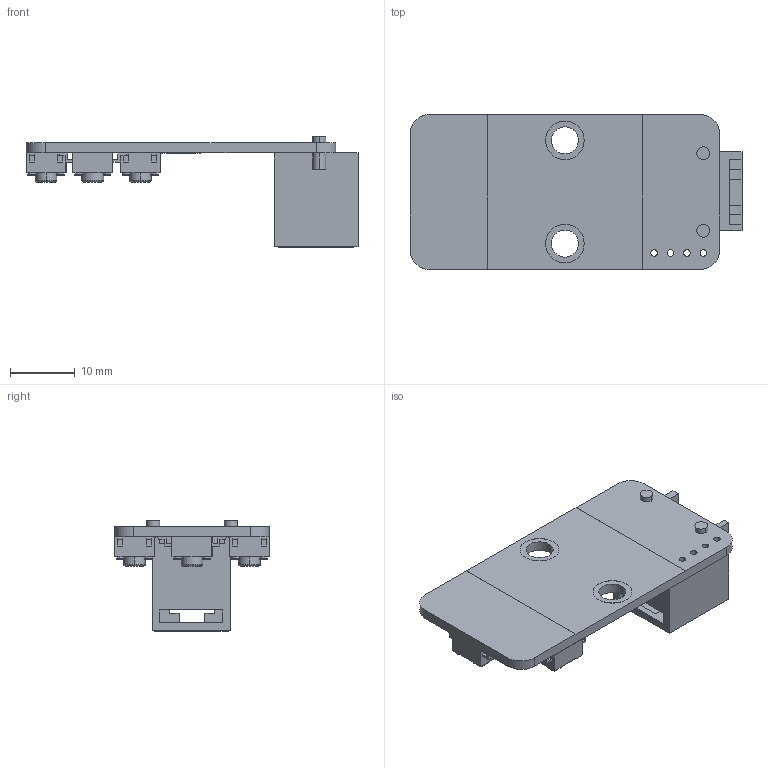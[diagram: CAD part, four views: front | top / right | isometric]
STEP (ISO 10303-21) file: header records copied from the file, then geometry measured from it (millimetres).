
FILE_DESCRIPTION (( 'STEP AP214' ), '1' );
FILE_NAME ('Me 4 Button V1.0.step', '2016-10-28T06:58:12', ( 'dell' ), ( '' ), 'SwSTEP 2.0', 'SolidWorks 2013', '' );
FILE_SCHEMA (( 'AUTOMOTIVE_DESIGN' ));
Length unit declared in the file: millimetre
Products named in the file (1): Me 4 Button V1.0
Bounding box: 51.46 x 24 x 17.1 mm (x, y, z)
Surface area: 4835.8 mm2 (no closed solid volume)
Topology: 0 solids, 7 shells, 384 faces, 1157 edges, 766 vertices
Faces by surface type: plane 271, cylinder 73, torus 40
Entity records: 17038 total; most frequent: CARTESIAN_POINT 2308, DIRECTION 2165, ORIENTED_EDGE 2034, EDGE_CURVE 1157, VECTOR 919, LINE 919, VERTEX_POINT 766, AXIS2_PLACEMENT_3D 623
